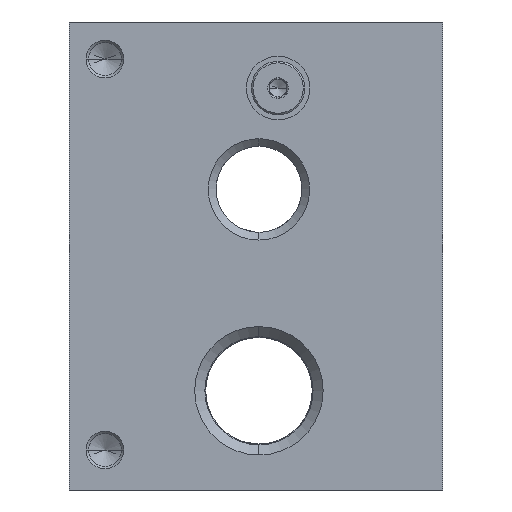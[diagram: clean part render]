
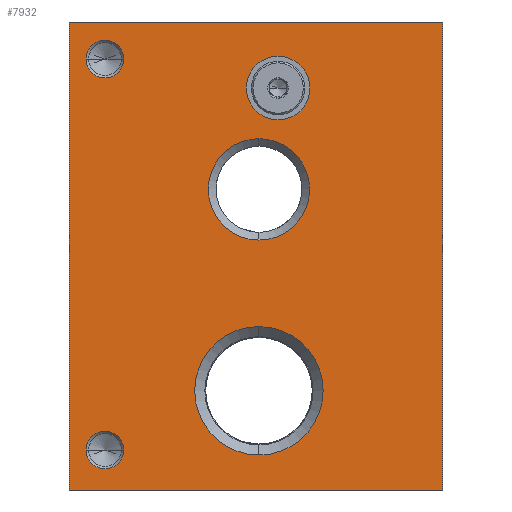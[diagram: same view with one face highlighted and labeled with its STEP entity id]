
A CAD part, front view. The second image highlights one B-rep face of the part: STEP entity #7932.
In plain terms, the highlighted planar face has unit normal (0, -1, 0).
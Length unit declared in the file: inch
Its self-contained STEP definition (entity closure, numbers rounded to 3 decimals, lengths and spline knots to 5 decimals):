
#5=DIRECTION('',(1.,0.,0.));
#6=VECTOR('',#5,3.938);
#7=CARTESIAN_POINT('',(0.,-12.,0.));
#8=LINE('',#7,#6);
#85=DIRECTION('',(0.,0.,1.));
#86=VECTOR('',#85,4.938);
#87=CARTESIAN_POINT('',(3.938,-12.,0.));
#88=LINE('',#87,#86);
#1139=DIRECTION('',(0.,0.,1.));
#1140=VECTOR('',#1139,4.938);
#1141=CARTESIAN_POINT('',(0.,-12.,0.));
#1142=LINE('',#1141,#1140);
#1143=CARTESIAN_POINT('',(0.375,-12.,0.422));
#1144=DIRECTION('',(0.,1.,0.));
#1145=DIRECTION('',(-1.,0.,0.));
#1146=AXIS2_PLACEMENT_3D('',#1143,#1144,#1145);
#1148=CARTESIAN_POINT('',(0.375,-12.,0.422));
#1149=DIRECTION('',(0.,1.,0.));
#1150=DIRECTION('',(1.,0.,0.));
#1151=AXIS2_PLACEMENT_3D('',#1148,#1149,#1150);
#1153=CARTESIAN_POINT('',(0.375,-12.,4.547));
#1154=DIRECTION('',(0.,1.,0.));
#1155=DIRECTION('',(-1.,0.,0.));
#1156=AXIS2_PLACEMENT_3D('',#1153,#1154,#1155);
#1158=CARTESIAN_POINT('',(0.375,-12.,4.547));
#1159=DIRECTION('',(0.,1.,0.));
#1160=DIRECTION('',(1.,0.,0.));
#1161=AXIS2_PLACEMENT_3D('',#1158,#1159,#1160);
#1163=CARTESIAN_POINT('',(2.,-12.,1.047));
#1164=DIRECTION('',(0.,1.,0.));
#1165=DIRECTION('',(0.,0.,-1.));
#1166=AXIS2_PLACEMENT_3D('',#1163,#1164,#1165);
#1168=CARTESIAN_POINT('',(2.,-12.,1.047));
#1169=DIRECTION('',(0.,1.,0.));
#1170=DIRECTION('',(0.,0.,1.));
#1171=AXIS2_PLACEMENT_3D('',#1168,#1169,#1170);
#1173=CARTESIAN_POINT('',(2.,-12.,3.172));
#1174=DIRECTION('',(0.,1.,0.));
#1175=DIRECTION('',(0.,0.,-1.));
#1176=AXIS2_PLACEMENT_3D('',#1173,#1174,#1175);
#1178=CARTESIAN_POINT('',(2.,-12.,3.172));
#1179=DIRECTION('',(0.,1.,0.));
#1180=DIRECTION('',(0.,0.,1.));
#1181=AXIS2_PLACEMENT_3D('',#1178,#1179,#1180);
#1183=CARTESIAN_POINT('',(2.202,-12.,4.241));
#1184=DIRECTION('',(0.,1.,0.));
#1185=DIRECTION('',(0.,0.,-1.));
#1186=AXIS2_PLACEMENT_3D('',#1183,#1184,#1185);
#1188=CARTESIAN_POINT('',(2.202,-12.,4.241));
#1189=DIRECTION('',(0.,1.,0.));
#1190=DIRECTION('',(0.,0.,1.));
#1191=AXIS2_PLACEMENT_3D('',#1188,#1189,#1190);
#1205=DIRECTION('',(1.,0.,0.));
#1206=VECTOR('',#1205,3.938);
#1207=CARTESIAN_POINT('',(0.,-12.,4.938));
#1208=LINE('',#1207,#1206);
#6480=CARTESIAN_POINT('',(0.,-12.,0.));
#6482=VERTEX_POINT('',#6480);
#6483=CARTESIAN_POINT('',(3.938,-12.,0.));
#6484=VERTEX_POINT('',#6483);
#6488=CARTESIAN_POINT('',(0.,-12.,4.938));
#6490=VERTEX_POINT('',#6488);
#6491=CARTESIAN_POINT('',(3.938,-12.,4.938));
#6492=VERTEX_POINT('',#6491);
#7290=CARTESIAN_POINT('',(0.1765,-12.,0.422));
#7292=VERTEX_POINT('',#7290);
#7294=CARTESIAN_POINT('',(0.5735,-12.,0.422));
#7296=VERTEX_POINT('',#7294);
#7304=CARTESIAN_POINT('',(0.1765,-12.,4.547));
#7306=VERTEX_POINT('',#7304);
#7308=CARTESIAN_POINT('',(0.5735,-12.,4.547));
#7310=VERTEX_POINT('',#7308);
#7320=CARTESIAN_POINT('',(2.,-12.,1.7245));
#7321=VERTEX_POINT('',#7320);
#7322=CARTESIAN_POINT('',(2.,-12.,0.3695));
#7323=VERTEX_POINT('',#7322);
#7350=CARTESIAN_POINT('',(2.,-12.,3.707));
#7351=VERTEX_POINT('',#7350);
#7352=CARTESIAN_POINT('',(2.,-12.,2.637));
#7353=VERTEX_POINT('',#7352);
#7394=CARTESIAN_POINT('',(2.202,-12.,3.905));
#7395=CARTESIAN_POINT('',(2.202,-12.,4.577));
#7396=VERTEX_POINT('',#7394);
#7397=VERTEX_POINT('',#7395);
#7890=CARTESIAN_POINT('',(0.,-12.,0.));
#7891=DIRECTION('',(0.,-1.,0.));
#7892=DIRECTION('',(1.,0.,0.));
#7893=AXIS2_PLACEMENT_3D('',#7890,#7891,#7892);
#7894=PLANE('',#7893);
#7895=ORIENTED_EDGE('',*,*,#7568,.F.);
#7896=ORIENTED_EDGE('',*,*,#7593,.T.);
#7898=ORIENTED_EDGE('',*,*,#7897,.T.);
#7899=ORIENTED_EDGE('',*,*,#7648,.F.);
#7900=EDGE_LOOP('',(#7895,#7896,#7898,#7899));
#7901=FACE_OUTER_BOUND('',#7900,.F.);
#7903=ORIENTED_EDGE('',*,*,#7902,.F.);
#7905=ORIENTED_EDGE('',*,*,#7904,.F.);
#7906=EDGE_LOOP('',(#7903,#7905));
#7907=FACE_BOUND('',#7906,.F.);
#7909=ORIENTED_EDGE('',*,*,#7908,.F.);
#7911=ORIENTED_EDGE('',*,*,#7910,.F.);
#7912=EDGE_LOOP('',(#7909,#7911));
#7913=FACE_BOUND('',#7912,.F.);
#7915=ORIENTED_EDGE('',*,*,#7914,.F.);
#7917=ORIENTED_EDGE('',*,*,#7916,.F.);
#7918=EDGE_LOOP('',(#7915,#7917));
#7919=FACE_BOUND('',#7918,.F.);
#7921=ORIENTED_EDGE('',*,*,#7920,.F.);
#7923=ORIENTED_EDGE('',*,*,#7922,.F.);
#7924=EDGE_LOOP('',(#7921,#7923));
#7925=FACE_BOUND('',#7924,.F.);
#7927=ORIENTED_EDGE('',*,*,#7926,.F.);
#7929=ORIENTED_EDGE('',*,*,#7928,.F.);
#7930=EDGE_LOOP('',(#7927,#7929));
#7931=FACE_BOUND('',#7930,.F.);
#7932=ADVANCED_FACE('',(#7901,#7907,#7913,#7919,#7925,#7931),#7894,.T.);
#1147=CIRCLE('',#1146,0.1985);
#1152=CIRCLE('',#1151,0.1985);
#1157=CIRCLE('',#1156,0.1985);
#1162=CIRCLE('',#1161,0.1985);
#1167=CIRCLE('',#1166,0.6775);
#1172=CIRCLE('',#1171,0.6775);
#1177=CIRCLE('',#1176,0.535);
#1182=CIRCLE('',#1181,0.535);
#1187=CIRCLE('',#1186,0.336);
#1192=CIRCLE('',#1191,0.336);
#7568=EDGE_CURVE('',#6482,#6484,#8,.T.);
#7593=EDGE_CURVE('',#6482,#6490,#1142,.T.);
#7648=EDGE_CURVE('',#6484,#6492,#88,.T.);
#7897=EDGE_CURVE('',#6490,#6492,#1208,.T.);
#7902=EDGE_CURVE('',#7292,#7296,#1147,.T.);
#7904=EDGE_CURVE('',#7296,#7292,#1152,.T.);
#7908=EDGE_CURVE('',#7306,#7310,#1157,.T.);
#7910=EDGE_CURVE('',#7310,#7306,#1162,.T.);
#7914=EDGE_CURVE('',#7323,#7321,#1167,.T.);
#7916=EDGE_CURVE('',#7321,#7323,#1172,.T.);
#7920=EDGE_CURVE('',#7353,#7351,#1177,.T.);
#7922=EDGE_CURVE('',#7351,#7353,#1182,.T.);
#7926=EDGE_CURVE('',#7396,#7397,#1187,.T.);
#7928=EDGE_CURVE('',#7397,#7396,#1192,.T.);
